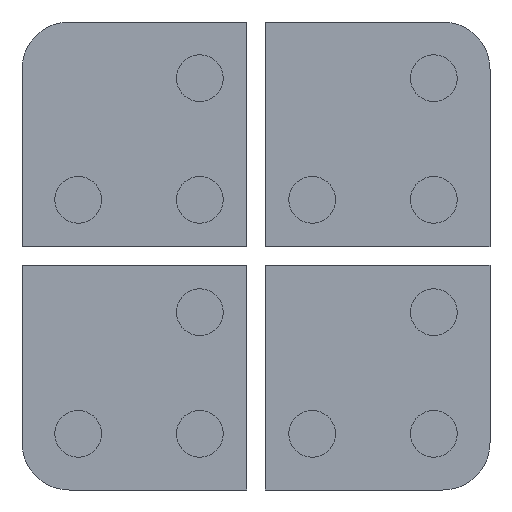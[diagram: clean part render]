
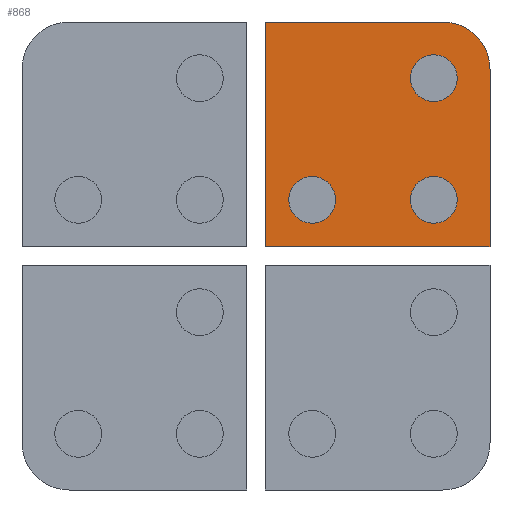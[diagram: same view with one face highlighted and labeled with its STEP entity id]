
A CAD part, front view. The second image highlights one B-rep face of the part: STEP entity #868.
In plain terms, the highlighted planar face has unit normal (0, -1, 0).
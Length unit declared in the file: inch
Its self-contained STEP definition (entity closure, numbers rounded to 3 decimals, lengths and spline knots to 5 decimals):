
#65=LINE('',#1326,#117);
#70=LINE('',#1340,#122);
#73=LINE('',#1346,#125);
#76=LINE('',#1351,#128);
#117=VECTOR('',#1066,0.474);
#122=VECTOR('',#1079,0.474);
#125=VECTOR('',#1084,0.6);
#128=VECTOR('',#1089,0.6);
#176=PLANE('',#951);
#212=FACE_BOUND('',#316,.T.);
#213=FACE_BOUND('',#317,.T.);
#214=FACE_BOUND('',#318,.T.);
#244=FACE_OUTER_BOUND('',#315,.T.);
#315=EDGE_LOOP('',(#646,#647,#648,#649,#650));
#316=EDGE_LOOP('',(#651));
#317=EDGE_LOOP('',(#652));
#318=EDGE_LOOP('',(#653));
#394=CIRCLE('',#934,0.0625);
#396=CIRCLE('',#938,0.0625);
#398=CIRCLE('',#942,0.0625);
#399=CIRCLE('',#946,0.126);
#426=VERTEX_POINT('',#1308);
#428=VERTEX_POINT('',#1314);
#430=VERTEX_POINT('',#1320);
#431=VERTEX_POINT('',#1324);
#432=VERTEX_POINT('',#1325);
#435=VERTEX_POINT('',#1333);
#437=VERTEX_POINT('',#1339);
#439=VERTEX_POINT('',#1345);
#506=EDGE_CURVE('',#426,#426,#394,.T.);
#508=EDGE_CURVE('',#428,#428,#396,.T.);
#510=EDGE_CURVE('',#430,#430,#398,.T.);
#511=EDGE_CURVE('',#431,#432,#65,.T.);
#515=EDGE_CURVE('',#432,#435,#399,.T.);
#518=EDGE_CURVE('',#435,#437,#70,.T.);
#521=EDGE_CURVE('',#437,#439,#73,.T.);
#524=EDGE_CURVE('',#439,#431,#76,.T.);
#646=ORIENTED_EDGE('',*,*,#524,.T.);
#647=ORIENTED_EDGE('',*,*,#511,.T.);
#648=ORIENTED_EDGE('',*,*,#515,.T.);
#649=ORIENTED_EDGE('',*,*,#518,.T.);
#650=ORIENTED_EDGE('',*,*,#521,.T.);
#651=ORIENTED_EDGE('',*,*,#506,.T.);
#652=ORIENTED_EDGE('',*,*,#508,.T.);
#653=ORIENTED_EDGE('',*,*,#510,.T.);
#868=ADVANCED_FACE('',(#244,#212,#213,#214),#176,.F.);
#934=AXIS2_PLACEMENT_3D('',#1309,#1044,#1045);
#938=AXIS2_PLACEMENT_3D('',#1315,#1052,#1053);
#942=AXIS2_PLACEMENT_3D('',#1321,#1060,#1061);
#946=AXIS2_PLACEMENT_3D('',#1334,#1072,#1073);
#951=AXIS2_PLACEMENT_3D('',#1353,#1091,#1092);
#1044=DIRECTION('center_axis',(0.,1.,0.));
#1045=DIRECTION('ref_axis',(1.,0.,0.));
#1052=DIRECTION('center_axis',(0.,1.,0.));
#1053=DIRECTION('ref_axis',(1.,0.,0.));
#1060=DIRECTION('center_axis',(0.,1.,0.));
#1061=DIRECTION('ref_axis',(1.,0.,0.));
#1066=DIRECTION('',(0.,0.,1.));
#1072=DIRECTION('center_axis',(0.,-1.,0.));
#1073=DIRECTION('ref_axis',(1.,0.,0.));
#1079=DIRECTION('',(-1.,0.,0.));
#1084=DIRECTION('',(0.,0.,-1.));
#1089=DIRECTION('',(1.,0.,0.));
#1091=DIRECTION('center_axis',(0.,1.,0.));
#1092=DIRECTION('ref_axis',(0.,0.,1.));
#1308=CARTESIAN_POINT('',(0.4125,0.45,0.475));
#1309=CARTESIAN_POINT('Origin',(0.475,0.45,0.475));
#1314=CARTESIAN_POINT('',(0.0875,0.45,0.15));
#1315=CARTESIAN_POINT('Origin',(0.15,0.45,0.15));
#1320=CARTESIAN_POINT('',(0.4125,0.45,0.15));
#1321=CARTESIAN_POINT('Origin',(0.475,0.45,0.15));
#1324=CARTESIAN_POINT('',(0.625,0.45,0.025));
#1325=CARTESIAN_POINT('',(0.625,0.45,0.499));
#1326=CARTESIAN_POINT('',(0.625,0.45,-0.499));
#1333=CARTESIAN_POINT('',(0.499,0.45,0.625));
#1334=CARTESIAN_POINT('Origin',(0.499,0.45,0.499));
#1339=CARTESIAN_POINT('',(0.025,0.45,0.625));
#1340=CARTESIAN_POINT('',(0.499,0.45,0.625));
#1345=CARTESIAN_POINT('',(0.025,0.45,0.025));
#1346=CARTESIAN_POINT('',(0.025,0.45,0.625));
#1351=CARTESIAN_POINT('',(0.025,0.45,0.025));
#1353=CARTESIAN_POINT('Origin',(0.31197,0.45,0.31197));
